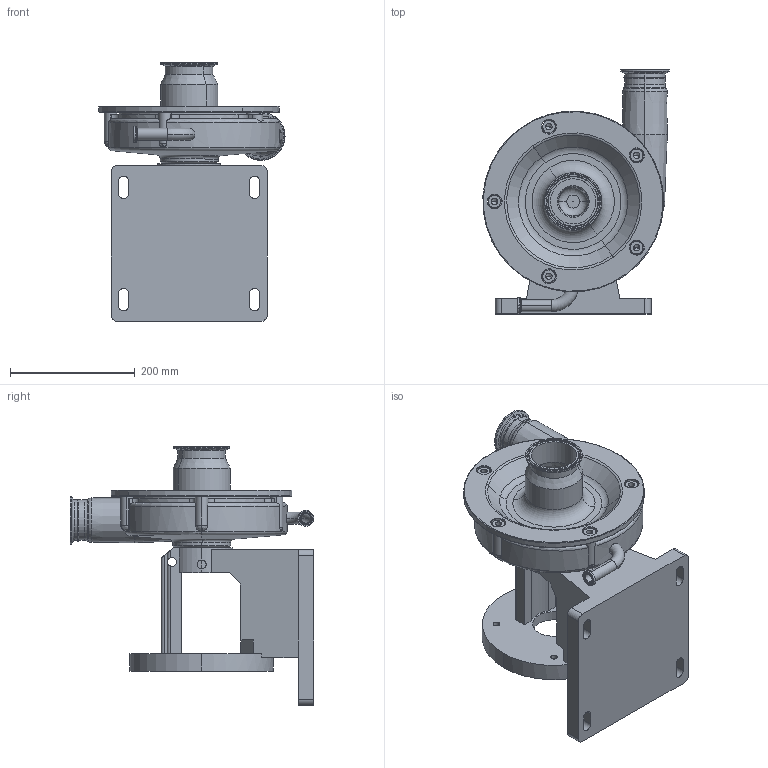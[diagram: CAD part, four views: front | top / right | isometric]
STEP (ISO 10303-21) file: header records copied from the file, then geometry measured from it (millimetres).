
FILE_DESCRIPTION (( 'STEP AP214' ), '1' );
FILE_NAME ('FP 3541-3542 180-210TC VERT 3-4 IN ELBOW LEFT DRAIN.STEP', '2023-02-28T18:08:06', ( '' ), ( '' ), 'SwSTEP 2.0', 'SolidWorks 2021', '' );
FILE_SCHEMA (( 'AUTOMOTIVE_DESIGN' ));
Length unit declared in the file: millimetre
Products named in the file (1): FP 3541-3542 180-210TC VERT 3-4 IN ELBOW LEFT DRAIN
Bounding box: 298.4 x 391 x 415 mm (x, y, z)
Volume: 7282003.5 mm3; surface area: 869105.2 mm2
Topology: 1 solids, 1 shells, 499 faces, 1281 edges, 773 vertices
Faces by surface type: cylinder 179, plane 105, cone 98, torus 91, bspline 17, sphere 9
Entity records: 19233 total; most frequent: CARTESIAN_POINT 6919, DIRECTION 2704, ORIENTED_EDGE 2510, EDGE_CURVE 1255, AXIS2_PLACEMENT_3D 1121, VERTEX_POINT 773, CIRCLE 638, EDGE_LOOP 560
